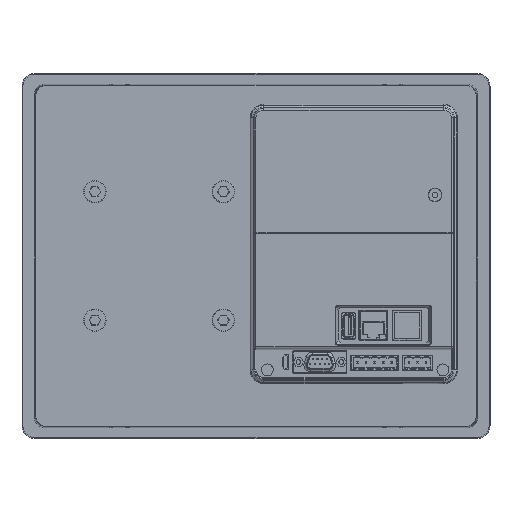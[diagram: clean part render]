
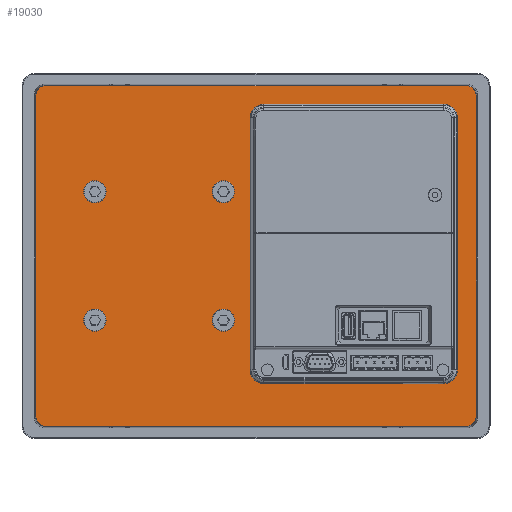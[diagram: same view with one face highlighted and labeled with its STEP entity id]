
A CAD part, top view. The second image highlights one B-rep face of the part: STEP entity #19030.
In plain terms, the highlighted planar face has unit normal (0, 0, 1).
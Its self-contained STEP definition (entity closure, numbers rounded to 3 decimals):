
#198=CARTESIAN_POINT('',(-122.554,-93.554,25.5));
#199=DIRECTION('',(0.,0.,-1.));
#200=DIRECTION('',(0.,-1.,0.));
#201=AXIS2_PLACEMENT_3D('',#198,#199,#200);
#203=DIRECTION('',(0.,1.,0.));
#204=VECTOR('',#203,187.105);
#205=CARTESIAN_POINT('',(-128.349,-93.552,25.5));
#206=LINE('',#205,#204);
#207=CARTESIAN_POINT('',(-122.554,93.554,25.5));
#208=DIRECTION('',(0.,0.,-1.));
#209=DIRECTION('',(-1.,0.,0.));
#210=AXIS2_PLACEMENT_3D('',#207,#208,#209);
#212=DIRECTION('',(1.,0.,0.));
#213=VECTOR('',#212,245.105);
#214=CARTESIAN_POINT('',(-122.552,99.349,25.5));
#215=LINE('',#214,#213);
#216=CARTESIAN_POINT('',(122.554,93.554,25.5));
#217=DIRECTION('',(0.,0.,-1.));
#218=DIRECTION('',(0.,1.,0.));
#219=AXIS2_PLACEMENT_3D('',#216,#217,#218);
#221=DIRECTION('',(0.,-1.,0.));
#222=VECTOR('',#221,187.105);
#223=CARTESIAN_POINT('',(128.349,93.552,25.5));
#224=LINE('',#223,#222);
#225=CARTESIAN_POINT('',(122.554,-93.554,25.5));
#226=DIRECTION('',(0.,0.,-1.));
#227=DIRECTION('',(1.,0.,0.));
#228=AXIS2_PLACEMENT_3D('',#225,#226,#227);
#230=DIRECTION('',(-1.,0.,0.));
#231=VECTOR('',#230,245.105);
#232=CARTESIAN_POINT('',(122.552,-99.349,25.5));
#233=LINE('',#232,#231);
#234=CARTESIAN_POINT('',(109.54,80.496,25.5));
#235=DIRECTION('',(0.,0.,1.));
#236=DIRECTION('',(1.,0.003,0.));
#237=AXIS2_PLACEMENT_3D('',#234,#235,#236);
#239=DIRECTION('',(-1.,0.,0.));
#240=VECTOR('',#239,105.);
#241=CARTESIAN_POINT('',(109.53,88.486,25.5));
#242=LINE('',#241,#240);
#243=CARTESIAN_POINT('',(4.54,80.5,25.5));
#244=DIRECTION('',(0.,0.,1.));
#245=DIRECTION('',(-0.002,1.,0.));
#246=AXIS2_PLACEMENT_3D('',#243,#244,#245);
#248=DIRECTION('',(0.,-1.,0.));
#249=VECTOR('',#248,147.007);
#250=CARTESIAN_POINT('',(-3.45,80.493,25.5));
#251=LINE('',#250,#249);
#252=CARTESIAN_POINT('',(4.534,-66.5,25.5));
#253=DIRECTION('',(0.,0.,1.));
#254=DIRECTION('',(-1.,-0.003,0.));
#255=AXIS2_PLACEMENT_3D('',#252,#253,#254);
#257=DIRECTION('',(1.,0.,0.));
#258=VECTOR('',#257,105.);
#259=CARTESIAN_POINT('',(4.544,-74.49,25.5));
#260=LINE('',#259,#258);
#261=CARTESIAN_POINT('',(109.534,-66.504,25.5));
#262=DIRECTION('',(0.,0.,1.));
#263=DIRECTION('',(0.002,-1.,0.));
#264=AXIS2_PLACEMENT_3D('',#261,#262,#263);
#266=DIRECTION('',(0.,1.,0.));
#267=VECTOR('',#266,147.007);
#268=CARTESIAN_POINT('',(117.524,-66.498,25.5));
#269=LINE('',#268,#267);
#270=CARTESIAN_POINT('',(-94.,37.5,25.5));
#271=DIRECTION('',(0.,0.,1.));
#272=DIRECTION('',(-0.866,0.5,0.));
#273=AXIS2_PLACEMENT_3D('',#270,#271,#272);
#275=CARTESIAN_POINT('',(-94.,37.5,25.5));
#276=DIRECTION('',(0.,0.,1.));
#277=DIRECTION('',(0.866,-0.5,0.));
#278=AXIS2_PLACEMENT_3D('',#275,#276,#277);
#280=CARTESIAN_POINT('',(-19.,37.5,25.5));
#281=DIRECTION('',(0.,0.,1.));
#282=DIRECTION('',(-0.866,0.5,0.));
#283=AXIS2_PLACEMENT_3D('',#280,#281,#282);
#285=CARTESIAN_POINT('',(-19.,37.5,25.5));
#286=DIRECTION('',(0.,0.,1.));
#287=DIRECTION('',(0.866,-0.5,0.));
#288=AXIS2_PLACEMENT_3D('',#285,#286,#287);
#290=CARTESIAN_POINT('',(-19.,-37.5,25.5));
#291=DIRECTION('',(0.,0.,1.));
#292=DIRECTION('',(-0.866,0.5,0.));
#293=AXIS2_PLACEMENT_3D('',#290,#291,#292);
#295=CARTESIAN_POINT('',(-19.,-37.5,25.5));
#296=DIRECTION('',(0.,0.,1.));
#297=DIRECTION('',(0.866,-0.5,0.));
#298=AXIS2_PLACEMENT_3D('',#295,#296,#297);
#300=CARTESIAN_POINT('',(-94.,-37.5,25.5));
#301=DIRECTION('',(0.,0.,1.));
#302=DIRECTION('',(-0.866,0.5,0.));
#303=AXIS2_PLACEMENT_3D('',#300,#301,#302);
#305=CARTESIAN_POINT('',(-94.,-37.5,25.5));
#306=DIRECTION('',(0.,0.,1.));
#307=DIRECTION('',(0.866,-0.5,0.));
#308=AXIS2_PLACEMENT_3D('',#305,#306,#307);
#15033=CARTESIAN_POINT('',(117.529,80.523,25.5));
#15034=CARTESIAN_POINT('',(109.52,88.485,25.5));
#15035=VERTEX_POINT('',#15033);
#15036=VERTEX_POINT('',#15034);
#15037=CARTESIAN_POINT('',(-122.552,-99.349,
25.5));
#15038=CARTESIAN_POINT('',(-128.349,-93.552,
25.5));
#15039=VERTEX_POINT('',#15037);
#15040=VERTEX_POINT('',#15038);
#15041=CARTESIAN_POINT('',(-128.349,93.552,
25.5));
#15042=VERTEX_POINT('',#15041);
#15043=CARTESIAN_POINT('',(-122.552,99.349,
25.5));
#15044=VERTEX_POINT('',#15043);
#15045=CARTESIAN_POINT('',(122.552,99.349,25.5));
#15046=VERTEX_POINT('',#15045);
#15047=CARTESIAN_POINT('',(128.349,93.552,25.5));
#15048=VERTEX_POINT('',#15047);
#15049=CARTESIAN_POINT('',(128.349,-93.552,
25.5));
#15050=VERTEX_POINT('',#15049);
#15051=CARTESIAN_POINT('',(122.552,-99.349,
25.5));
#15052=VERTEX_POINT('',#15051);
#15053=CARTESIAN_POINT('',(4.53,88.489,25.5));
#15054=VERTEX_POINT('',#15053);
#15055=CARTESIAN_POINT('',(-3.45,80.493,25.5));
#15056=VERTEX_POINT('',#15055);
#15057=CARTESIAN_POINT('',(-3.455,-66.514,
25.5));
#15058=VERTEX_POINT('',#15057);
#15059=CARTESIAN_POINT('',(4.554,-74.49,25.5));
#15060=VERTEX_POINT('',#15059);
#15061=CARTESIAN_POINT('',(109.544,-74.493,
25.5));
#15062=VERTEX_POINT('',#15061);
#15063=CARTESIAN_POINT('',(117.524,-66.498,25.5));
#15064=VERTEX_POINT('',#15063);
#15065=CARTESIAN_POINT('',(-99.629,40.75,25.5));
#15066=CARTESIAN_POINT('',(-88.371,34.25,25.5));
#15067=VERTEX_POINT('',#15065);
#15068=VERTEX_POINT('',#15066);
#15069=CARTESIAN_POINT('',(-24.629,40.75,25.5));
#15070=CARTESIAN_POINT('',(-13.371,34.25,25.5));
#15071=VERTEX_POINT('',#15069);
#15072=VERTEX_POINT('',#15070);
#15073=CARTESIAN_POINT('',(-24.629,-34.25,25.5));
#15074=CARTESIAN_POINT('',(-13.371,-40.75,25.5));
#15075=VERTEX_POINT('',#15073);
#15076=VERTEX_POINT('',#15074);
#15077=CARTESIAN_POINT('',(-99.629,-34.25,25.5));
#15078=CARTESIAN_POINT('',(-88.371,-40.75,25.5));
#15079=VERTEX_POINT('',#15077);
#15080=VERTEX_POINT('',#15078);
#18966=CARTESIAN_POINT('',(0.,0.,25.5));
#18967=DIRECTION('',(0.,0.,1.));
#18968=DIRECTION('',(1.,0.,0.));
#18969=AXIS2_PLACEMENT_3D('',#18966,#18967,#18968);
#18970=PLANE('',#18969);
#18972=ORIENTED_EDGE('',*,*,#18971,.T.);
#18974=ORIENTED_EDGE('',*,*,#18973,.T.);
#18976=ORIENTED_EDGE('',*,*,#18975,.T.);
#18978=ORIENTED_EDGE('',*,*,#18977,.T.);
#18980=ORIENTED_EDGE('',*,*,#18979,.T.);
#18982=ORIENTED_EDGE('',*,*,#18981,.T.);
#18984=ORIENTED_EDGE('',*,*,#18983,.T.);
#18986=ORIENTED_EDGE('',*,*,#18985,.T.);
#18987=EDGE_LOOP('',(#18972,#18974,#18976,#18978,#18980,#18982,#18984,#18986));
#18988=FACE_OUTER_BOUND('',#18987,.F.);
#18990=ORIENTED_EDGE('',*,*,#18989,.T.);
#18992=ORIENTED_EDGE('',*,*,#18991,.T.);
#18994=ORIENTED_EDGE('',*,*,#18993,.T.);
#18996=ORIENTED_EDGE('',*,*,#18995,.T.);
#18998=ORIENTED_EDGE('',*,*,#18997,.T.);
#19000=ORIENTED_EDGE('',*,*,#18999,.T.);
#19002=ORIENTED_EDGE('',*,*,#19001,.T.);
#19004=ORIENTED_EDGE('',*,*,#19003,.T.);
#19005=EDGE_LOOP('',(#18990,#18992,#18994,#18996,#18998,#19000,#19002,#19004));
#19006=FACE_BOUND('',#19005,.F.);
#19008=ORIENTED_EDGE('',*,*,#19007,.T.);
#19010=ORIENTED_EDGE('',*,*,#19009,.T.);
#19011=EDGE_LOOP('',(#19008,#19010));
#19012=FACE_BOUND('',#19011,.F.);
#19014=ORIENTED_EDGE('',*,*,#19013,.T.);
#19016=ORIENTED_EDGE('',*,*,#19015,.T.);
#19017=EDGE_LOOP('',(#19014,#19016));
#19018=FACE_BOUND('',#19017,.F.);
#19020=ORIENTED_EDGE('',*,*,#19019,.T.);
#19021=ORIENTED_EDGE('',*,*,#18956,.T.);
#19022=EDGE_LOOP('',(#19020,#19021));
#19023=FACE_BOUND('',#19022,.F.);
#19025=ORIENTED_EDGE('',*,*,#19024,.T.);
#19027=ORIENTED_EDGE('',*,*,#19026,.T.);
#19028=EDGE_LOOP('',(#19025,#19027));
#19029=FACE_BOUND('',#19028,.F.);
#19030=ADVANCED_FACE('',(#18988,#19006,#19012,#19018,#19023,#19029),#18970,.T.);
#202=CIRCLE('',#201,5.795);
#211=CIRCLE('',#210,5.795);
#220=CIRCLE('',#219,5.795);
#229=CIRCLE('',#228,5.795);
#238=CIRCLE('',#237,7.99);
#247=CIRCLE('',#246,7.99);
#256=CIRCLE('',#255,7.99);
#265=CIRCLE('',#264,7.99);
#274=CIRCLE('',#273,6.5);
#279=CIRCLE('',#278,6.5);
#284=CIRCLE('',#283,6.5);
#289=CIRCLE('',#288,6.5);
#294=CIRCLE('',#293,6.5);
#299=CIRCLE('',#298,6.5);
#304=CIRCLE('',#303,6.5);
#309=CIRCLE('',#308,6.5);
#18956=EDGE_CURVE('',#15076,#15075,#299,.T.);
#18971=EDGE_CURVE('',#15039,#15040,#202,.T.);
#18973=EDGE_CURVE('',#15040,#15042,#206,.T.);
#18975=EDGE_CURVE('',#15042,#15044,#211,.T.);
#18977=EDGE_CURVE('',#15044,#15046,#215,.T.);
#18979=EDGE_CURVE('',#15046,#15048,#220,.T.);
#18981=EDGE_CURVE('',#15048,#15050,#224,.T.);
#18983=EDGE_CURVE('',#15050,#15052,#229,.T.);
#18985=EDGE_CURVE('',#15052,#15039,#233,.T.);
#18989=EDGE_CURVE('',#15035,#15036,#238,.T.);
#18991=EDGE_CURVE('',#15036,#15054,#242,.T.);
#18993=EDGE_CURVE('',#15054,#15056,#247,.T.);
#18995=EDGE_CURVE('',#15056,#15058,#251,.T.);
#18997=EDGE_CURVE('',#15058,#15060,#256,.T.);
#18999=EDGE_CURVE('',#15060,#15062,#260,.T.);
#19001=EDGE_CURVE('',#15062,#15064,#265,.T.);
#19003=EDGE_CURVE('',#15064,#15035,#269,.T.);
#19007=EDGE_CURVE('',#15067,#15068,#274,.T.);
#19009=EDGE_CURVE('',#15068,#15067,#279,.T.);
#19013=EDGE_CURVE('',#15071,#15072,#284,.T.);
#19015=EDGE_CURVE('',#15072,#15071,#289,.T.);
#19019=EDGE_CURVE('',#15075,#15076,#294,.T.);
#19024=EDGE_CURVE('',#15079,#15080,#304,.T.);
#19026=EDGE_CURVE('',#15080,#15079,#309,.T.);
